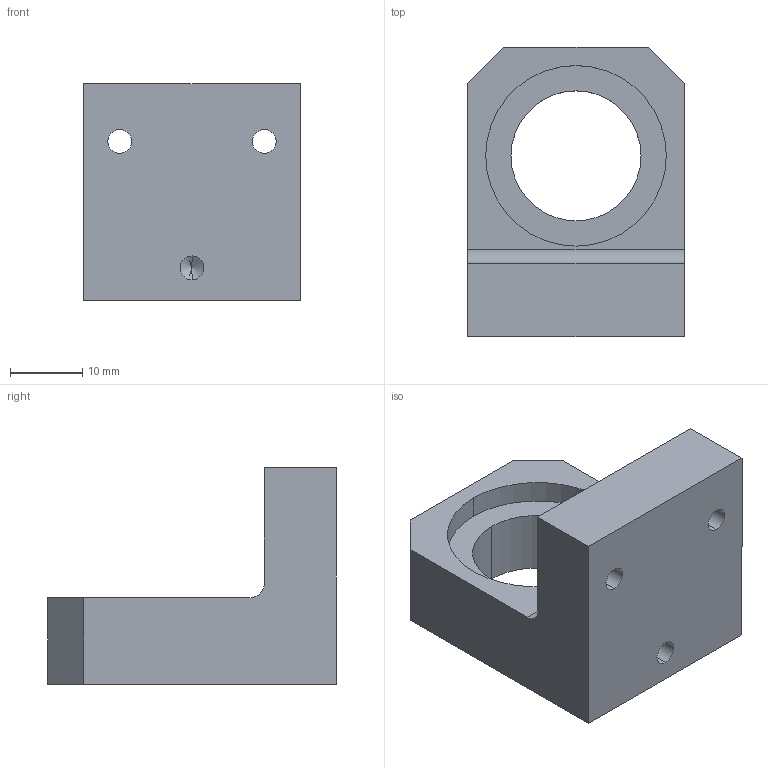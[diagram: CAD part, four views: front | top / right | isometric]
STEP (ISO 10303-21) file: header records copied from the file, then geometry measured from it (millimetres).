
FILE_DESCRIPTION (( 'STEP AP214' ), '1' );
FILE_NAME ('Palier coussinet.STEP', '2020-02-29T00:41:31', ( '' ), ( '' ), 'SwSTEP 2.0', 'SolidWorks 2019', '' );
FILE_SCHEMA (( 'AUTOMOTIVE_DESIGN' ));
Length unit declared in the file: millimetre
Products named in the file (1): Palier coussinet
Bounding box: 30 x 40 x 30 mm (x, y, z)
Volume: 15449.9 mm3; surface area: 5928 mm2
Topology: 1 solids, 1 shells, 24 faces, 61 edges, 39 vertices
Faces by surface type: cylinder 11, plane 11, cone 2
Entity records: 829 total; most frequent: DIRECTION 131, CARTESIAN_POINT 123, ORIENTED_EDGE 118, EDGE_CURVE 59, AXIS2_PLACEMENT_3D 47, VERTEX_POINT 39, LINE 37, VECTOR 37
